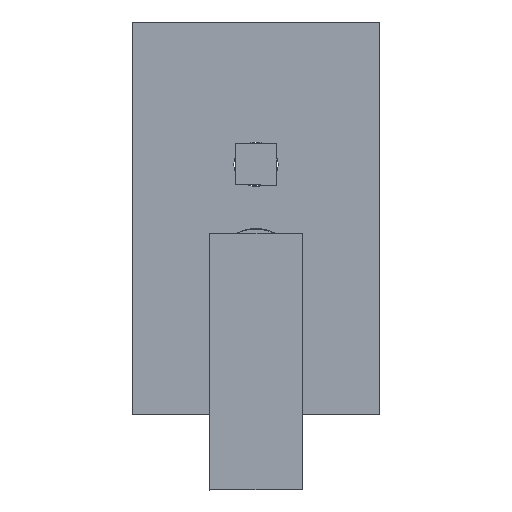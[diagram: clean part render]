
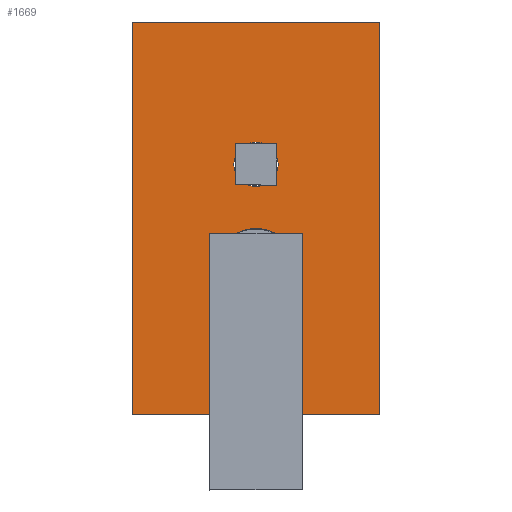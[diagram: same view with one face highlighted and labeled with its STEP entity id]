
A CAD part, top view. The second image highlights one B-rep face of the part: STEP entity #1669.
In plain terms, the highlighted planar face has unit normal (0, 0, 1).
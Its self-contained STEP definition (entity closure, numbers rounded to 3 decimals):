
#30 = DIRECTION ( 'NONE',  ( 1., 0., 0. ) ) ;
#160 = EDGE_CURVE ( 'NONE', #1930, #349, #1948, .T. ) ;
#195 = EDGE_CURVE ( 'NONE', #258, #288, #1458, .T. ) ;
#228 = EDGE_CURVE ( 'NONE', #349, #1930, #1922, .T. ) ;
#243 = VERTEX_POINT ( 'NONE', #1023 ) ;
#250 = AXIS2_PLACEMENT_3D ( 'NONE', #558, #1929, #863 ) ;
#258 = VERTEX_POINT ( 'NONE', #381 ) ;
#285 = DIRECTION ( 'NONE',  ( 0., 1., 0. ) ) ;
#288 = VERTEX_POINT ( 'NONE', #1752 ) ;
#346 = EDGE_LOOP ( 'NONE', ( #1874, #1234 ) ) ;
#349 = VERTEX_POINT ( 'NONE', #423 ) ;
#372 = ORIENTED_EDGE ( 'NONE', *, *, #1494, .F. ) ;
#373 = VERTEX_POINT ( 'NONE', #563 ) ;
#381 = CARTESIAN_POINT ( 'NONE',  ( -10.75, 26., 9. ) ) ;
#383 = DIRECTION ( 'NONE',  ( 0., 0., 1. ) ) ;
#396 = DIRECTION ( 'NONE',  ( 0., -1., 0. ) ) ;
#423 = CARTESIAN_POINT ( 'NONE',  ( 21., -26., 9. ) ) ;
#457 = EDGE_CURVE ( 'NONE', #373, #1589, #1481, .T. ) ;
#512 = EDGE_LOOP ( 'NONE', ( #1858, #372 ) ) ;
#520 = AXIS2_PLACEMENT_3D ( 'NONE', #820, #1590, #1578 ) ;
#553 = DIRECTION ( 'NONE',  ( 1., 0., 0. ) ) ;
#558 = CARTESIAN_POINT ( 'NONE',  ( 0., 0., 9. ) ) ;
#563 = CARTESIAN_POINT ( 'NONE',  ( 60., -95., 9. ) ) ;
#625 = FACE_OUTER_BOUND ( 'NONE', #1217, .T. ) ;
#671 = CARTESIAN_POINT ( 'NONE',  ( -60., 95., 9. ) ) ;
#675 = FACE_BOUND ( 'NONE', #512, .T. ) ;
#701 = PLANE ( 'NONE',  #250 ) ;
#711 = CARTESIAN_POINT ( 'NONE',  ( 60., -95., 9. ) ) ;
#730 = CIRCLE ( 'NONE', #1622, 10.75 ) ;
#809 = ORIENTED_EDGE ( 'NONE', *, *, #1409, .T. ) ;
#812 = VERTEX_POINT ( 'NONE', #671 ) ;
#818 = VECTOR ( 'NONE', #1268, 1000. ) ;
#820 = CARTESIAN_POINT ( 'NONE',  ( 0., -26., 9. ) ) ;
#863 = DIRECTION ( 'NONE',  ( -1., 0., 0. ) ) ;
#876 = LINE ( 'NONE', #1718, #818 ) ;
#900 = CARTESIAN_POINT ( 'NONE',  ( -21., -26., 9. ) ) ;
#987 = EDGE_CURVE ( 'NONE', #243, #373, #1943, .T. ) ;
#996 = CARTESIAN_POINT ( 'NONE',  ( 60., 95., 9. ) ) ;
#1004 = EDGE_CURVE ( 'NONE', #812, #243, #1183, .T. ) ;
#1023 = CARTESIAN_POINT ( 'NONE',  ( -60., -95., 9. ) ) ;
#1078 = AXIS2_PLACEMENT_3D ( 'NONE', #1720, #1728, #30 ) ;
#1183 = LINE ( 'NONE', #1310, #1390 ) ;
#1217 = EDGE_LOOP ( 'NONE', ( #1716, #1828, #1673, #809 ) ) ;
#1234 = ORIENTED_EDGE ( 'NONE', *, *, #228, .F. ) ;
#1268 = DIRECTION ( 'NONE',  ( -1., 0., 0. ) ) ;
#1272 = CARTESIAN_POINT ( 'NONE',  ( 0., 26., 9. ) ) ;
#1310 = CARTESIAN_POINT ( 'NONE',  ( -60., 95., 9. ) ) ;
#1319 = VECTOR ( 'NONE', #553, 1000. ) ;
#1390 = VECTOR ( 'NONE', #396, 1000. ) ;
#1409 = EDGE_CURVE ( 'NONE', #1589, #812, #876, .T. ) ;
#1410 = AXIS2_PLACEMENT_3D ( 'NONE', #1272, #1903, #1884 ) ;
#1458 = CIRCLE ( 'NONE', #1410, 10.75 ) ;
#1481 = LINE ( 'NONE', #1672, #1605 ) ;
#1494 = EDGE_CURVE ( 'NONE', #288, #258, #730, .T. ) ;
#1578 = DIRECTION ( 'NONE',  ( 1., 0., 0. ) ) ;
#1589 = VERTEX_POINT ( 'NONE', #996 ) ;
#1590 = DIRECTION ( 'NONE',  ( 0., 0., 1. ) ) ;
#1605 = VECTOR ( 'NONE', #285, 1000. ) ;
#1622 = AXIS2_PLACEMENT_3D ( 'NONE', #1743, #383, #1893 ) ;
#1669 = ADVANCED_FACE ( 'NONE', ( #675, #1800, #625 ), #701, .F. ) ;
#1672 = CARTESIAN_POINT ( 'NONE',  ( 60., 95., 9. ) ) ;
#1673 = ORIENTED_EDGE ( 'NONE', *, *, #457, .T. ) ;
#1716 = ORIENTED_EDGE ( 'NONE', *, *, #1004, .T. ) ;
#1718 = CARTESIAN_POINT ( 'NONE',  ( 60., 95., 9. ) ) ;
#1720 = CARTESIAN_POINT ( 'NONE',  ( 0., -26., 9. ) ) ;
#1728 = DIRECTION ( 'NONE',  ( 0., 0., 1. ) ) ;
#1743 = CARTESIAN_POINT ( 'NONE',  ( 0., 26., 9. ) ) ;
#1752 = CARTESIAN_POINT ( 'NONE',  ( 10.75, 26., 9. ) ) ;
#1800 = FACE_BOUND ( 'NONE', #346, .T. ) ;
#1828 = ORIENTED_EDGE ( 'NONE', *, *, #987, .T. ) ;
#1858 = ORIENTED_EDGE ( 'NONE', *, *, #195, .F. ) ;
#1874 = ORIENTED_EDGE ( 'NONE', *, *, #160, .F. ) ;
#1884 = DIRECTION ( 'NONE',  ( 1., 0., 0. ) ) ;
#1893 = DIRECTION ( 'NONE',  ( 1., 0., 0. ) ) ;
#1903 = DIRECTION ( 'NONE',  ( 0., 0., 1. ) ) ;
#1922 = CIRCLE ( 'NONE', #1078, 21. ) ;
#1929 = DIRECTION ( 'NONE',  ( 0., 0., -1. ) ) ;
#1930 = VERTEX_POINT ( 'NONE', #900 ) ;
#1943 = LINE ( 'NONE', #711, #1319 ) ;
#1948 = CIRCLE ( 'NONE', #520, 21. ) ;
